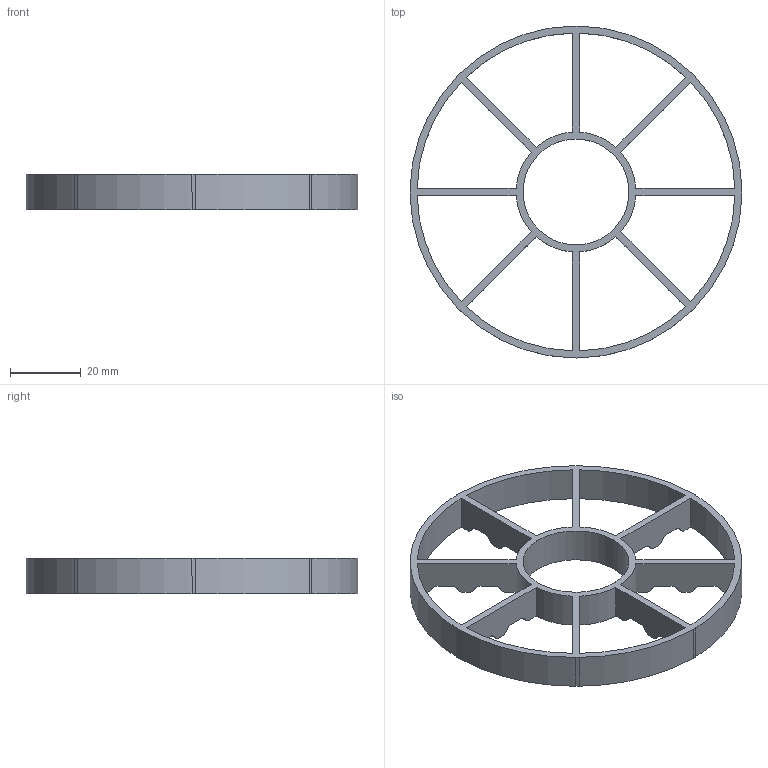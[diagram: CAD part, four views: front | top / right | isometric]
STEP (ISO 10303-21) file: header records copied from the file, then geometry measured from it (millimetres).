
FILE_DESCRIPTION(('FreeCAD Model'),'2;1');
FILE_NAME('Open CASCADE Shape Model','2023-05-13T22:03:13',(''),(''), 'Open CASCADE STEP processor 7.6','FreeCAD','Unknown');
FILE_SCHEMA(('AUTOMOTIVE_DESIGN { 1 0 10303 214 1 1 1 1 }'));
Length unit declared in the file: millimetre
Products named in the file (1): Body
Bounding box: 94 x 94 x 10 mm (x, y, z)
Volume: 11758 mm3; surface area: 13949.6 mm2
Topology: 1 solids, 1 shells, 172 faces, 577 edges, 400 vertices
Faces by surface type: cylinder 97, plane 75
Full cylindrical faces by diameter (mm): 30 x1
Entity records: 14367 total; most frequent: CARTESIAN_POINT 3025, DIRECTION 2196, LINE 1250, VECTOR 1250, ORIENTED_EDGE 1154, PCURVE 1154, DEFINITIONAL_REPRESENTATION 1154, EDGE_CURVE 577
